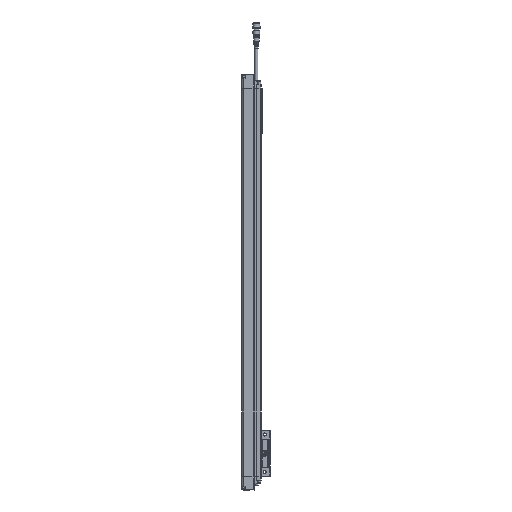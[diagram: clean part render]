
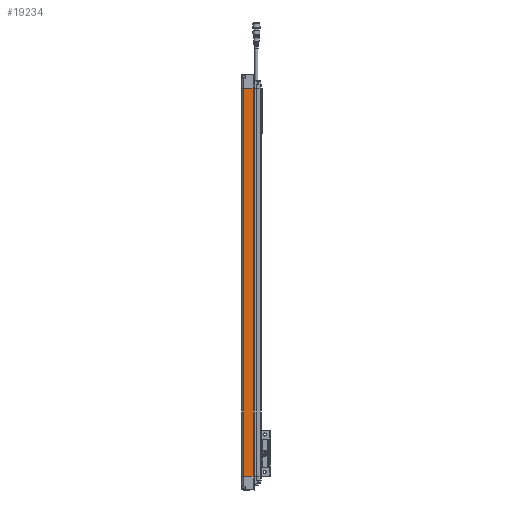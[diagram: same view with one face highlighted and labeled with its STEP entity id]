
A CAD part, left-side view. The second image highlights one B-rep face of the part: STEP entity #19234.
In plain terms, the highlighted planar face has unit normal (-1, 0, 0).
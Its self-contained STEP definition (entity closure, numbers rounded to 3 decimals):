
#514 = EDGE_LOOP ( 'NONE', ( #29415, #43984, #16572, #13024 ) ) ;
#2086 = DIRECTION ( 'NONE',  ( 0., 0., 1. ) ) ;
#2213 = CARTESIAN_POINT ( 'NONE',  ( -14., 30.452, -440. ) ) ;
#6663 = AXIS2_PLACEMENT_3D ( 'NONE', #24394, #11378, #24979 ) ;
#8621 = CARTESIAN_POINT ( 'NONE',  ( -14., 30.452, 240. ) ) ;
#11378 = DIRECTION ( 'NONE',  ( 1., 0., 0. ) ) ;
#13024 = ORIENTED_EDGE ( 'NONE', *, *, #56991, .F. ) ;
#16324 = LINE ( 'NONE', #2213, #48243 ) ;
#16483 = LINE ( 'NONE', #24592, #21545 ) ;
#16572 = ORIENTED_EDGE ( 'NONE', *, *, #34289, .F. ) ;
#17354 = VECTOR ( 'NONE', #26134, 1000. ) ;
#18129 = EDGE_CURVE ( 'NONE', #51041, #34623, #52755, .T. ) ;
#19234 = ADVANCED_FACE ( 'NONE', ( #28457 ), #32774, .F. ) ;
#19806 = DIRECTION ( 'NONE',  ( 0., 1., 0. ) ) ;
#19908 = VECTOR ( 'NONE', #28132, 1000. ) ;
#21545 = VECTOR ( 'NONE', #2086, 1000. ) ;
#24092 = CARTESIAN_POINT ( 'NONE',  ( -14., 14.25, 240. ) ) ;
#24394 = CARTESIAN_POINT ( 'NONE',  ( -14., 30.452, 240. ) ) ;
#24592 = CARTESIAN_POINT ( 'NONE',  ( -14., 30.452, 240. ) ) ;
#24979 = DIRECTION ( 'NONE',  ( 0., 1., 0. ) ) ;
#25085 = EDGE_CURVE ( 'NONE', #34623, #25851, #50128, .T. ) ;
#25851 = VERTEX_POINT ( 'NONE', #30301 ) ;
#26134 = DIRECTION ( 'NONE',  ( 0., -1., 0. ) ) ;
#27822 = CARTESIAN_POINT ( 'NONE',  ( -14., 30.452, -440. ) ) ;
#28132 = DIRECTION ( 'NONE',  ( 0., 0., -1. ) ) ;
#28457 = FACE_OUTER_BOUND ( 'NONE', #514, .T. ) ;
#29415 = ORIENTED_EDGE ( 'NONE', *, *, #25085, .F. ) ;
#30301 = CARTESIAN_POINT ( 'NONE',  ( -14., 14.25, -440. ) ) ;
#31564 = CARTESIAN_POINT ( 'NONE',  ( -14., 14.25, 240. ) ) ;
#32774 = PLANE ( 'NONE',  #6663 ) ;
#34289 = EDGE_CURVE ( 'NONE', #40568, #51041, #16483, .T. ) ;
#34623 = VERTEX_POINT ( 'NONE', #31564 ) ;
#40568 = VERTEX_POINT ( 'NONE', #27822 ) ;
#43984 = ORIENTED_EDGE ( 'NONE', *, *, #18129, .F. ) ;
#48243 = VECTOR ( 'NONE', #19806, 1000. ) ;
#50128 = LINE ( 'NONE', #24092, #19908 ) ;
#51041 = VERTEX_POINT ( 'NONE', #8621 ) ;
#52755 = LINE ( 'NONE', #56802, #17354 ) ;
#56802 = CARTESIAN_POINT ( 'NONE',  ( -14., 30.452, 240. ) ) ;
#56991 = EDGE_CURVE ( 'NONE', #25851, #40568, #16324, .T. ) ;
